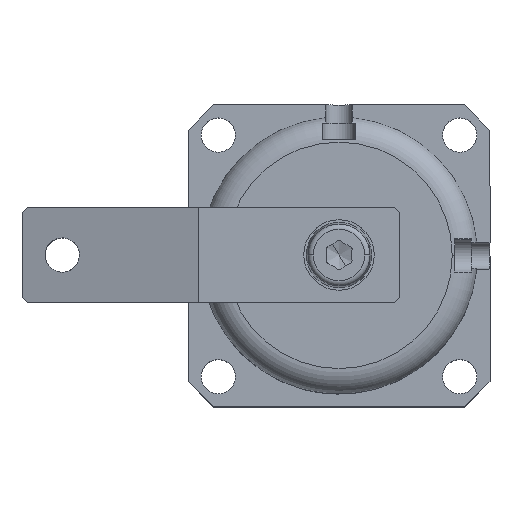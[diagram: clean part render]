
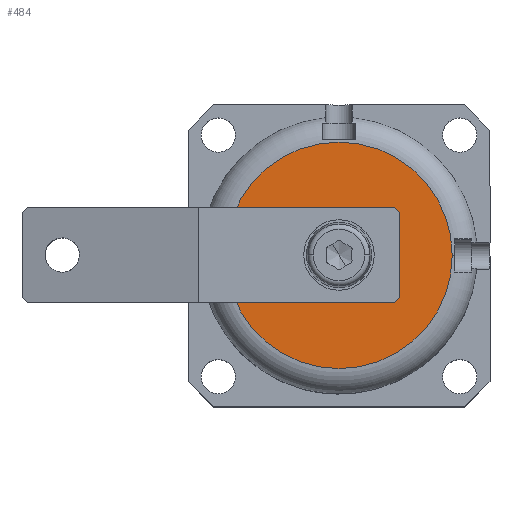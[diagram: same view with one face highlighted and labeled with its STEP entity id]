
A CAD part, top view. The second image highlights one B-rep face of the part: STEP entity #484.
In plain terms, the highlighted planar face has unit normal (0, 0, 1).
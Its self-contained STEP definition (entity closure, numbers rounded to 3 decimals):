
#484 = ADVANCED_FACE ( 'NONE', ( #4930, #4925 ), #4799, .T. ) ;
#609 = EDGE_CURVE ( 'NONE', #4627, #4566, #4900, .T. ) ;
#615 = EDGE_CURVE ( 'NONE', #4566, #4627, #4890, .T. ) ;
#1170 = EDGE_CURVE ( 'NONE', #4563, #4656, #4851, .T. ) ;
#1199 = ORIENTED_EDGE ( 'NONE', *, *, #1170, .T. ) ;
#1201 = ORIENTED_EDGE ( 'NONE', *, *, #2839, .T. ) ;
#1205 = ORIENTED_EDGE ( 'NONE', *, *, #609, .F. ) ;
#1206 = ORIENTED_EDGE ( 'NONE', *, *, #615, .F. ) ;
#1988 = CIRCLE ( 'NONE', #6449, 22.5 ) ;
#2441 = DIRECTION ( 'NONE',  ( 1., 0., 0. ) ) ;
#2445 = DIRECTION ( 'NONE',  ( 0., 0., 1. ) ) ;
#2446 = CARTESIAN_POINT ( 'NONE',  ( 0., 0., 83. ) ) ;
#2474 = DIRECTION ( 'NONE',  ( 1., 0., 0. ) ) ;
#2476 = DIRECTION ( 'NONE',  ( 0., 0., 1. ) ) ;
#2479 = CARTESIAN_POINT ( 'NONE',  ( 0., 0., 83. ) ) ;
#2839 = EDGE_CURVE ( 'NONE', #4656, #4563, #1988, .T. ) ;
#3040 = AXIS2_PLACEMENT_3D ( 'NONE', #4800, #4793, #4792 ) ;
#3061 = AXIS2_PLACEMENT_3D ( 'NONE', #2479, #2476, #2474 ) ;
#3064 = AXIS2_PLACEMENT_3D ( 'NONE', #2446, #2445, #2441 ) ;
#3074 = AXIS2_PLACEMENT_3D ( 'NONE', #5397, #5396, #5392 ) ;
#3533 = CARTESIAN_POINT ( 'NONE',  ( 0., 0., 83. ) ) ;
#3534 = DIRECTION ( 'NONE',  ( 0., 0., 1. ) ) ;
#3535 = DIRECTION ( 'NONE',  ( 1., 0., 0. ) ) ;
#3998 = CARTESIAN_POINT ( 'NONE',  ( -8., 0., 83. ) ) ;
#4027 = CARTESIAN_POINT ( 'NONE',  ( -22.5, 0., 83. ) ) ;
#4504 = CARTESIAN_POINT ( 'NONE',  ( 22.5, 0., 83. ) ) ;
#4507 = CARTESIAN_POINT ( 'NONE',  ( 8., 0., 83. ) ) ;
#4563 = VERTEX_POINT ( 'NONE', #4504 ) ;
#4566 = VERTEX_POINT ( 'NONE', #4507 ) ;
#4627 = VERTEX_POINT ( 'NONE', #3998 ) ;
#4656 = VERTEX_POINT ( 'NONE', #4027 ) ;
#4792 = DIRECTION ( 'NONE',  ( 1., 0., 0. ) ) ;
#4793 = DIRECTION ( 'NONE',  ( 0., 0., 1. ) ) ;
#4799 = PLANE ( 'NONE',  #3040 ) ;
#4800 = CARTESIAN_POINT ( 'NONE',  ( 0., 0., 83. ) ) ;
#4851 = CIRCLE ( 'NONE', #3074, 22.5 ) ;
#4890 = CIRCLE ( 'NONE', #3064, 8. ) ;
#4900 = CIRCLE ( 'NONE', #3061, 8. ) ;
#4925 = FACE_OUTER_BOUND ( 'NONE', #6016, .T. ) ;
#4930 = FACE_BOUND ( 'NONE', #6012, .T. ) ;
#5392 = DIRECTION ( 'NONE',  ( 1., 0., 0. ) ) ;
#5396 = DIRECTION ( 'NONE',  ( 0., 0., 1. ) ) ;
#5397 = CARTESIAN_POINT ( 'NONE',  ( 0., 0., 83. ) ) ;
#6012 = EDGE_LOOP ( 'NONE', ( #1206, #1205 ) ) ;
#6016 = EDGE_LOOP ( 'NONE', ( #1199, #1201 ) ) ;
#6449 = AXIS2_PLACEMENT_3D ( 'NONE', #3533, #3534, #3535 ) ;
